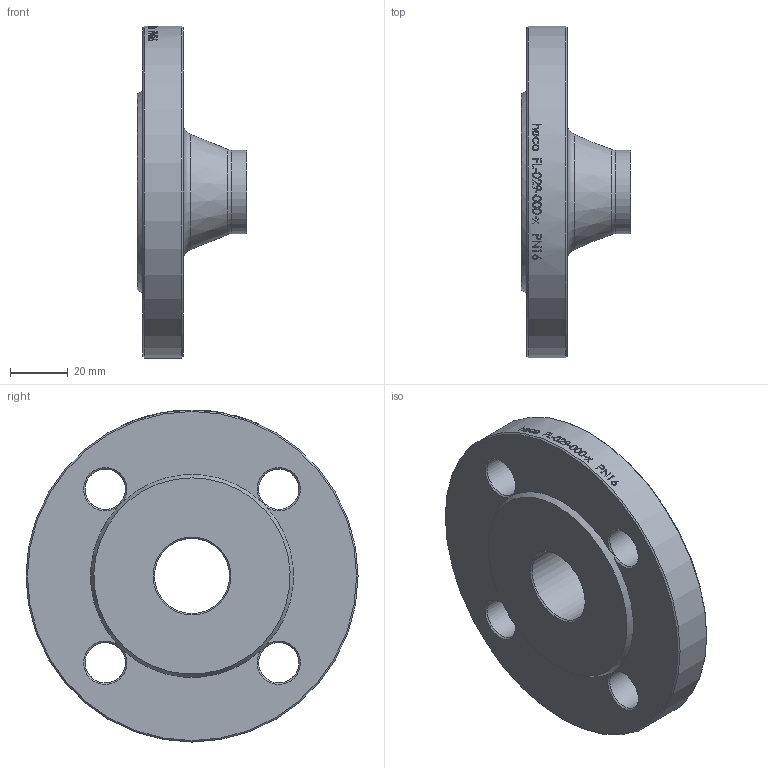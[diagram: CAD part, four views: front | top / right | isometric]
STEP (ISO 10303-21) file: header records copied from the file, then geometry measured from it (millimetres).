
FILE_DESCRIPTION (( 'STEP AP214' ), '1' );
FILE_NAME ('FL-029-000-x Vorschweissflansch PN16 11852 DIN2633 2009.STEP', '2020-09-08T10:32:21', ( '' ), ( '' ), 'SwSTEP 2.0', 'SolidWorks 2019', '' );
FILE_SCHEMA (( 'AUTOMOTIVE_DESIGN' ));
Length unit declared in the file: millimetre
Products named in the file (1): FL-029-000-x Vorschweissflansch PN16 11852 DIN2633 2009
Bounding box: 38 x 115 x 115 mm (x, y, z)
Volume: 144227.9 mm3; surface area: 30689.1 mm2
Topology: 1 solids, 1 shells, 55 faces, 260 edges, 234 vertices
Faces by surface type: cylinder 36, cone 13, plane 4, torus 2
Full cylindrical faces by diameter (mm): 14 x4, 26 x1, 29 x1, 115 x1
Entity records: 5620 total; most frequent: CARTESIAN_POINT 3457, ORIENTED_EDGE 454, DIRECTION 281, EDGE_CURVE 227, VERTEX_POINT 223, B_SPLINE_CURVE_WITH_KNOTS 128, AXIS2_PLACEMENT_3D 126, EDGE_LOOP 114
